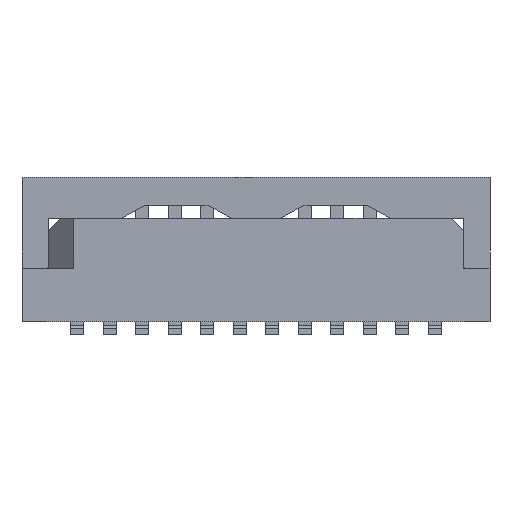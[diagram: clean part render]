
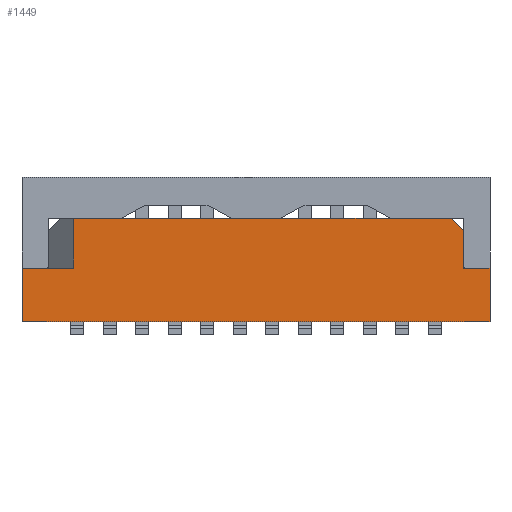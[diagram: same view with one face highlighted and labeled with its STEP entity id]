
A CAD part, front view. The second image highlights one B-rep face of the part: STEP entity #1449.
In plain terms, the highlighted planar face has unit normal (0, -1, 0).
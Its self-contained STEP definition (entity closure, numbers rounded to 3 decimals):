
#1449 = ADVANCED_FACE( '', ( #2946 ), #2947, .T. );
#2946 = FACE_OUTER_BOUND( '', #4757, .T. );
#2947 = PLANE( '', #4758 );
#4757 = EDGE_LOOP( '', ( #7633, #7634, #7635, #7636, #7637, #7638, #7639, #7640, #7641 ) );
#4758 = AXIS2_PLACEMENT_3D( '', #7642, #7643, #7644 );
#7633 = ORIENTED_EDGE( '', *, *, #11767, .F. );
#7634 = ORIENTED_EDGE( '', *, *, #12493, .T. );
#7635 = ORIENTED_EDGE( '', *, *, #12494, .T. );
#7636 = ORIENTED_EDGE( '', *, *, #12495, .T. );
#7637 = ORIENTED_EDGE( '', *, *, #12426, .T. );
#7638 = ORIENTED_EDGE( '', *, *, #12496, .T. );
#7639 = ORIENTED_EDGE( '', *, *, #11857, .T. );
#7640 = ORIENTED_EDGE( '', *, *, #11684, .T. );
#7641 = ORIENTED_EDGE( '', *, *, #12497, .F. );
#7642 = CARTESIAN_POINT( '', ( 0., -7.35, 0. ) );
#7643 = DIRECTION( '', ( 0., -1., 0. ) );
#7644 = DIRECTION( '', ( 0., 0., -1. ) );
#11684 = EDGE_CURVE( '', #13836, #13834, #13837, .T. );
#11767 = EDGE_CURVE( '', #13981, #13983, #13984, .T. );
#11857 = EDGE_CURVE( '', #14144, #13836, #14145, .T. );
#12426 = EDGE_CURVE( '', #15091, #15092, #15093, .T. );
#12493 = EDGE_CURVE( '', #13981, #15191, #15192, .F. );
#12494 = EDGE_CURVE( '', #15191, #15193, #15194, .T. );
#12495 = EDGE_CURVE( '', #15193, #15091, #15195, .T. );
#12496 = EDGE_CURVE( '', #15092, #14144, #15196, .T. );
#12497 = EDGE_CURVE( '', #13983, #13834, #15197, .T. );
#13834 = VERTEX_POINT( '', #16918 );
#13836 = VERTEX_POINT( '', #16921 );
#13837 = LINE( '', #16922, #16923 );
#13981 = VERTEX_POINT( '', #17148 );
#13983 = VERTEX_POINT( '', #17151 );
#13984 = LINE( '', #17152, #17153 );
#14144 = VERTEX_POINT( '', #17383 );
#14145 = LINE( '', #17384, #17385 );
#15091 = VERTEX_POINT( '', #18901 );
#15092 = VERTEX_POINT( '', #18902 );
#15093 = LINE( '', #18903, #18904 );
#15191 = VERTEX_POINT( '', #19085 );
#15192 = LINE( '', #19086, #19087 );
#15193 = VERTEX_POINT( '', #19088 );
#15194 = LINE( '', #19089, #19090 );
#15195 = LINE( '', #19091, #19092 );
#15196 = LINE( '', #19093, #19094 );
#15197 = LINE( '', #19095, #19096 );
#16918 = CARTESIAN_POINT( '', ( 9.145, -7.35, 2.1 ) );
#16921 = CARTESIAN_POINT( '', ( 9.145, -7.35, 0. ) );
#16922 = CARTESIAN_POINT( '', ( 9.145, -7.35, 0. ) );
#16923 = VECTOR( '', #21701, 1000. );
#17148 = CARTESIAN_POINT( '', ( 8.125, -7.35, 3.55 ) );
#17151 = CARTESIAN_POINT( '', ( 8.125, -7.35, 2.1 ) );
#17152 = CARTESIAN_POINT( '', ( 8.125, -7.35, 0. ) );
#17153 = VECTOR( '', #21790, 1000. );
#17383 = CARTESIAN_POINT( '', ( -9.145, -7.35, 0. ) );
#17384 = CARTESIAN_POINT( '', ( -9.145, -7.35, 0. ) );
#17385 = VECTOR( '', #21885, 1000. );
#18901 = CARTESIAN_POINT( '', ( -7.125, -7.35, 2.1 ) );
#18902 = CARTESIAN_POINT( '', ( -9.145, -7.35, 2.1 ) );
#18903 = CARTESIAN_POINT( '', ( 0., -7.35, 2.1 ) );
#18904 = VECTOR( '', #22372, 1000. );
#19085 = CARTESIAN_POINT( '', ( 7.625, -7.35, 4.05 ) );
#19086 = CARTESIAN_POINT( '', ( 5.838, -7.35, 5.838 ) );
#19087 = VECTOR( '', #22429, 1000. );
#19088 = CARTESIAN_POINT( '', ( -7.125, -7.35, 4.05 ) );
#19089 = CARTESIAN_POINT( '', ( 9.145, -7.35, 4.05 ) );
#19090 = VECTOR( '', #22430, 1000. );
#19091 = CARTESIAN_POINT( '', ( -7.125, -7.35, 0. ) );
#19092 = VECTOR( '', #22431, 1000. );
#19093 = CARTESIAN_POINT( '', ( -9.145, -7.35, 4.05 ) );
#19094 = VECTOR( '', #22432, 1000. );
#19095 = CARTESIAN_POINT( '', ( 0., -7.35, 2.1 ) );
#19096 = VECTOR( '', #22433, 1000. );
#21701 = DIRECTION( '', ( 0., 0., 1. ) );
#21790 = DIRECTION( '', ( 0., 0., -1. ) );
#21885 = DIRECTION( '', ( 1., 0., 0. ) );
#22372 = DIRECTION( '', ( -1., 0., 0. ) );
#22429 = DIRECTION( '', ( 0.707, 0., -0.707 ) );
#22430 = DIRECTION( '', ( -1., 0., 0. ) );
#22431 = DIRECTION( '', ( 0., 0., -1. ) );
#22432 = DIRECTION( '', ( 0., 0., -1. ) );
#22433 = DIRECTION( '', ( 1., 0., 0. ) );
